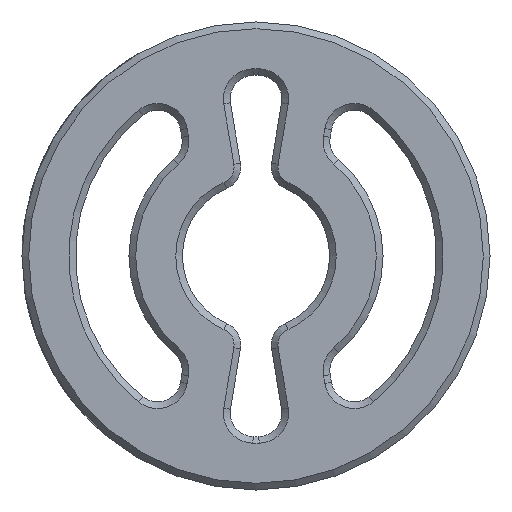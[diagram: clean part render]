
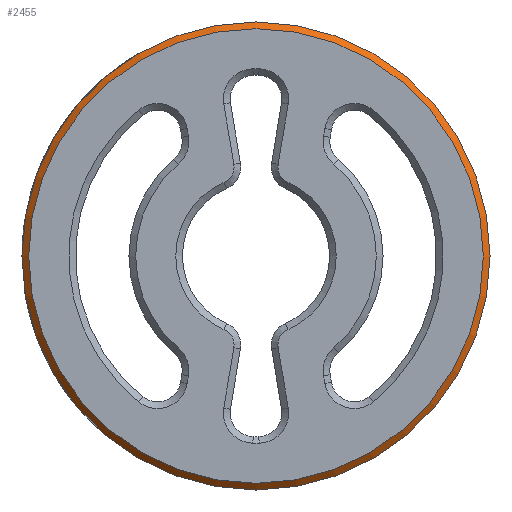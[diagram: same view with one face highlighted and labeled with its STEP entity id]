
A CAD part, front view. The second image highlights one B-rep face of the part: STEP entity #2455.
In plain terms, the highlighted conical face has half-angle 45 degrees and reference radius 3.45 mm.
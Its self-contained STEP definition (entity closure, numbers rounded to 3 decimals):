
#24=CONICAL_SURFACE('',#2601,3.45,0.785);
#118=CIRCLE('',#2602,3.5);
#119=CIRCLE('',#2603,3.4);
#307=FACE_OUTER_BOUND('',#459,.T.);
#459=EDGE_LOOP('',(#1858,#1859,#1860,#1861));
#625=LINE('',#5265,#812);
#812=VECTOR('',#2926,3.45);
#1111=VERTEX_POINT('',#5262);
#1112=VERTEX_POINT('',#5264);
#1387=EDGE_CURVE('',#1111,#1111,#118,.T.);
#1388=EDGE_CURVE('',#1111,#1112,#625,.T.);
#1389=EDGE_CURVE('',#1112,#1112,#119,.T.);
#1858=ORIENTED_EDGE('',*,*,#1387,.T.);
#1859=ORIENTED_EDGE('',*,*,#1388,.T.);
#1860=ORIENTED_EDGE('',*,*,#1389,.T.);
#1861=ORIENTED_EDGE('',*,*,#1388,.F.);
#2455=ADVANCED_FACE('',(#307),#24,.T.);
#2601=AXIS2_PLACEMENT_3D('',#5261,#2922,#2923);
#2602=AXIS2_PLACEMENT_3D('',#5263,#2924,#2925);
#2603=AXIS2_PLACEMENT_3D('',#5266,#2927,#2928);
#2922=DIRECTION('center_axis',(0.,1.,0.));
#2923=DIRECTION('ref_axis',(1.,0.,0.));
#2924=DIRECTION('center_axis',(0.,-1.,0.));
#2925=DIRECTION('ref_axis',(1.,0.,0.));
#2926=DIRECTION('',(0.707,-0.707,0.));
#2927=DIRECTION('center_axis',(0.,1.,0.));
#2928=DIRECTION('ref_axis',(1.,0.,0.));
#5261=CARTESIAN_POINT('Origin',(0.,0.05,0.));
#5262=CARTESIAN_POINT('',(-3.5,0.1,0.));
#5263=CARTESIAN_POINT('Origin',(0.,0.1,0.));
#5264=CARTESIAN_POINT('',(-3.4,0.,0.));
#5265=CARTESIAN_POINT('',(-3.45,0.05,0.));
#5266=CARTESIAN_POINT('Origin',(0.,0.,0.));
